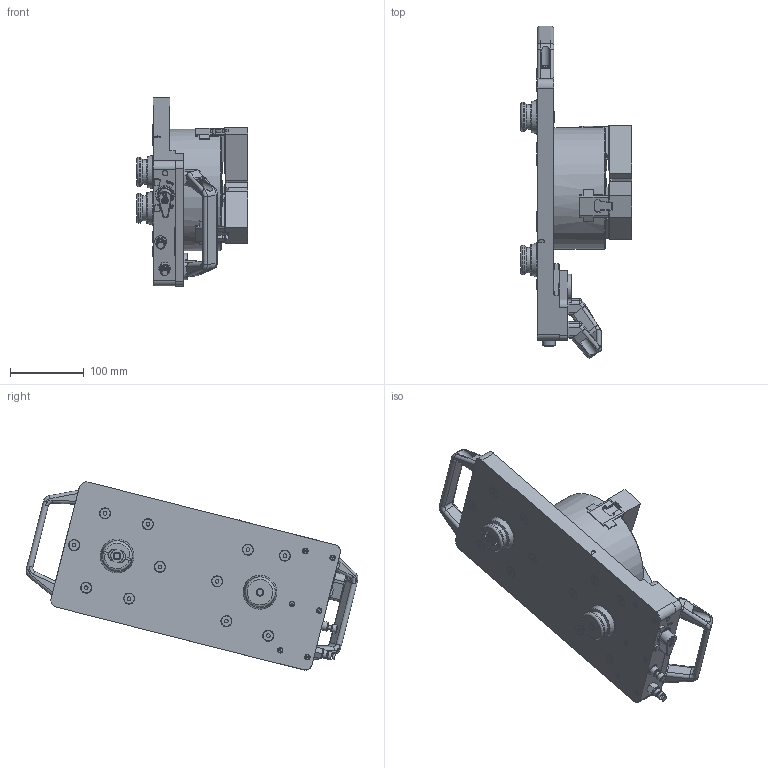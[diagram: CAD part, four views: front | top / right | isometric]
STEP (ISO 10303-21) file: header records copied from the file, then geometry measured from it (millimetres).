
FILE_DESCRIPTION(/* description */ (''),/* implementation_level */ '2;1');
FILE_NAME(/* name */ 'SKL-V 165.stp',/* time_stamp */ '2024-10-21T11:12:00+02:00',/* author */ ('Admin'),/* organization */ (''),/* preprocessor_version */ 'ST-DEVELOPER v20',/* originating_system */ 'Autodesk Inventor 2025',/* authorisation */ '');
FILE_SCHEMA (('CONFIG_CONTROL_DESIGN'));
Products named in the file (1): SKL-V 165
Bounding box: 151.75 x 450.25 x 255.25 mm (x, y, z)
Volume: 3459054.2 mm3; surface area: 345898.3 mm2
Topology: 1 solids, 93 shells, 3154 faces, 9442 edges, 5947 vertices
Faces by surface type: plane 2148, cylinder 653, cone 191, bspline 96, torus 59, sphere 7
Full cylindrical faces by diameter (mm): 1.5 x1, 1.9 x1, 2 x3, 2.459 x3, 2.5 x6, 2.9 x1, 3 x12, 3.1 x1, 3.242 x14, 3.3 x1, 3.4 x6, 3.5 x3, 4.134 x9, 4.2 x3, 4.459 x1, 4.5 x3, 4.917 x13, 5 x21, 5.5 x3, 6 x16, 6.4 x4, 6.5 x1, 6.8 x6, 7.5 x2, 7.9 x1, 8 x7, 8.5 x3, 8.566 x1, 9.5 x3, 9.7 x1
Entity records: 111015 total; most frequent: CARTESIAN_POINT 21974, ORIENTED_EDGE 18786, DIRECTION 16801, EDGE_CURVE 9393, LINE 7327, VECTOR 7327, VERTEX_POINT 5947, AXIS2_PLACEMENT_3D 4737
